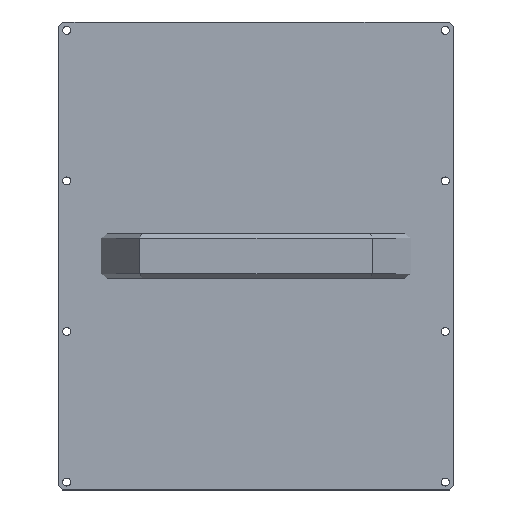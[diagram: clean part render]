
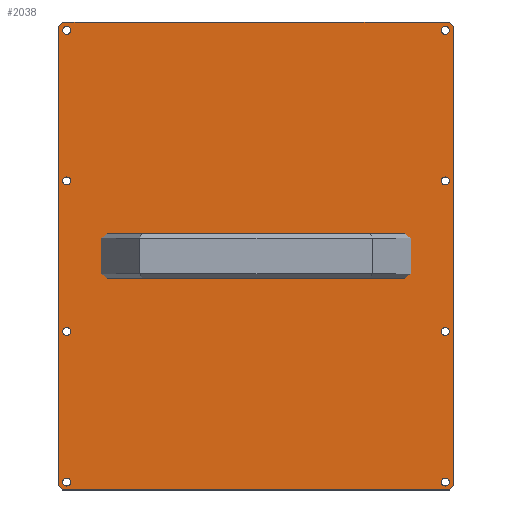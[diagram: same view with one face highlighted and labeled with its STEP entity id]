
A CAD part, top view. The second image highlights one B-rep face of the part: STEP entity #2038.
In plain terms, the highlighted face is planar.
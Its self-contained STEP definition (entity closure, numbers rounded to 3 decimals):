
#72=FACE_BOUND('',#396,.T.);
#73=FACE_BOUND('',#397,.T.);
#74=FACE_BOUND('',#398,.T.);
#75=FACE_BOUND('',#399,.T.);
#76=FACE_BOUND('',#400,.T.);
#77=FACE_BOUND('',#401,.T.);
#78=FACE_BOUND('',#402,.T.);
#79=FACE_BOUND('',#403,.T.);
#80=FACE_BOUND('',#404,.T.);
#81=FACE_BOUND('',#405,.T.);
#140=PLANE('',#2299);
#261=FACE_OUTER_BOUND('',#395,.T.);
#395=EDGE_LOOP('',(#1848,#1849,#1850,#1851,#1852,#1853,#1854,#1855,#1856,
#1857));
#396=EDGE_LOOP('',(#1858));
#397=EDGE_LOOP('',(#1859));
#398=EDGE_LOOP('',(#1860));
#399=EDGE_LOOP('',(#1861));
#400=EDGE_LOOP('',(#1862));
#401=EDGE_LOOP('',(#1863));
#402=EDGE_LOOP('',(#1864));
#403=EDGE_LOOP('',(#1865));
#404=EDGE_LOOP('',(#1866));
#405=EDGE_LOOP('',(#1867));
#552=LINE('',#3528,#718);
#555=LINE('',#3533,#721);
#557=LINE('',#3537,#723);
#559=LINE('',#3541,#725);
#561=LINE('',#3545,#727);
#563=LINE('',#3549,#729);
#565=LINE('',#3553,#731);
#567=LINE('',#3557,#733);
#569=LINE('',#3561,#735);
#571=LINE('',#3564,#737);
#718=VECTOR('',#2900,10.);
#721=VECTOR('',#2905,10.);
#723=VECTOR('',#2909,10.);
#725=VECTOR('',#2913,10.);
#727=VECTOR('',#2917,10.);
#729=VECTOR('',#2921,10.);
#731=VECTOR('',#2925,10.);
#733=VECTOR('',#2929,10.);
#735=VECTOR('',#2933,10.);
#737=VECTOR('',#2937,10.);
#828=CIRCLE('',#2270,1.8);
#829=CIRCLE('',#2272,1.8);
#830=CIRCLE('',#2274,1.8);
#831=CIRCLE('',#2276,1.8);
#832=CIRCLE('',#2278,1.8);
#833=CIRCLE('',#2280,1.8);
#834=CIRCLE('',#2282,1.8);
#835=CIRCLE('',#2284,1.8);
#836=CIRCLE('',#2286,1.8);
#837=CIRCLE('',#2288,1.8);
#990=VERTEX_POINT('',#3486);
#991=VERTEX_POINT('',#3490);
#992=VERTEX_POINT('',#3494);
#993=VERTEX_POINT('',#3498);
#994=VERTEX_POINT('',#3502);
#995=VERTEX_POINT('',#3506);
#996=VERTEX_POINT('',#3510);
#997=VERTEX_POINT('',#3514);
#998=VERTEX_POINT('',#3518);
#999=VERTEX_POINT('',#3522);
#1000=VERTEX_POINT('',#3526);
#1001=VERTEX_POINT('',#3527);
#1002=VERTEX_POINT('',#3532);
#1003=VERTEX_POINT('',#3536);
#1004=VERTEX_POINT('',#3540);
#1005=VERTEX_POINT('',#3544);
#1006=VERTEX_POINT('',#3548);
#1007=VERTEX_POINT('',#3552);
#1008=VERTEX_POINT('',#3556);
#1009=VERTEX_POINT('',#3560);
#1257=EDGE_CURVE('',#990,#990,#828,.T.);
#1259=EDGE_CURVE('',#991,#991,#829,.T.);
#1261=EDGE_CURVE('',#992,#992,#830,.T.);
#1263=EDGE_CURVE('',#993,#993,#831,.T.);
#1265=EDGE_CURVE('',#994,#994,#832,.T.);
#1267=EDGE_CURVE('',#995,#995,#833,.T.);
#1269=EDGE_CURVE('',#996,#996,#834,.T.);
#1271=EDGE_CURVE('',#997,#997,#835,.T.);
#1273=EDGE_CURVE('',#998,#998,#836,.T.);
#1275=EDGE_CURVE('',#999,#999,#837,.T.);
#1276=EDGE_CURVE('',#1000,#1001,#552,.T.);
#1279=EDGE_CURVE('',#1001,#1002,#555,.T.);
#1281=EDGE_CURVE('',#1002,#1003,#557,.T.);
#1283=EDGE_CURVE('',#1003,#1004,#559,.T.);
#1285=EDGE_CURVE('',#1004,#1005,#561,.T.);
#1287=EDGE_CURVE('',#1005,#1006,#563,.T.);
#1289=EDGE_CURVE('',#1006,#1007,#565,.T.);
#1291=EDGE_CURVE('',#1007,#1008,#567,.T.);
#1293=EDGE_CURVE('',#1008,#1009,#569,.T.);
#1295=EDGE_CURVE('',#1000,#1009,#571,.T.);
#1848=ORIENTED_EDGE('',*,*,#1295,.F.);
#1849=ORIENTED_EDGE('',*,*,#1276,.T.);
#1850=ORIENTED_EDGE('',*,*,#1279,.T.);
#1851=ORIENTED_EDGE('',*,*,#1281,.T.);
#1852=ORIENTED_EDGE('',*,*,#1283,.T.);
#1853=ORIENTED_EDGE('',*,*,#1285,.T.);
#1854=ORIENTED_EDGE('',*,*,#1287,.T.);
#1855=ORIENTED_EDGE('',*,*,#1289,.T.);
#1856=ORIENTED_EDGE('',*,*,#1291,.T.);
#1857=ORIENTED_EDGE('',*,*,#1293,.T.);
#1858=ORIENTED_EDGE('',*,*,#1257,.T.);
#1859=ORIENTED_EDGE('',*,*,#1259,.T.);
#1860=ORIENTED_EDGE('',*,*,#1275,.F.);
#1861=ORIENTED_EDGE('',*,*,#1273,.F.);
#1862=ORIENTED_EDGE('',*,*,#1271,.F.);
#1863=ORIENTED_EDGE('',*,*,#1269,.F.);
#1864=ORIENTED_EDGE('',*,*,#1267,.F.);
#1865=ORIENTED_EDGE('',*,*,#1265,.F.);
#1866=ORIENTED_EDGE('',*,*,#1263,.F.);
#1867=ORIENTED_EDGE('',*,*,#1261,.F.);
#2038=ADVANCED_FACE('',(#261,#72,#73,#74,#75,#76,#77,#78,#79,#80,#81),#140,
 .F.);
#2270=AXIS2_PLACEMENT_3D('',#3488,#2851,#2852);
#2272=AXIS2_PLACEMENT_3D('',#3492,#2856,#2857);
#2274=AXIS2_PLACEMENT_3D('',#3496,#2861,#2862);
#2276=AXIS2_PLACEMENT_3D('',#3500,#2866,#2867);
#2278=AXIS2_PLACEMENT_3D('',#3504,#2871,#2872);
#2280=AXIS2_PLACEMENT_3D('',#3508,#2876,#2877);
#2282=AXIS2_PLACEMENT_3D('',#3512,#2881,#2882);
#2284=AXIS2_PLACEMENT_3D('',#3516,#2886,#2887);
#2286=AXIS2_PLACEMENT_3D('',#3520,#2891,#2892);
#2288=AXIS2_PLACEMENT_3D('',#3524,#2896,#2897);
#2299=AXIS2_PLACEMENT_3D('',#3565,#2938,#2939);
#2851=DIRECTION('center_axis',(0.,0.,1.));
#2852=DIRECTION('ref_axis',(-1.,0.,0.));
#2856=DIRECTION('center_axis',(0.,0.,1.));
#2857=DIRECTION('ref_axis',(-1.,0.,0.));
#2861=DIRECTION('center_axis',(0.,0.,-1.));
#2862=DIRECTION('ref_axis',(1.,0.,0.));
#2866=DIRECTION('center_axis',(0.,0.,-1.));
#2867=DIRECTION('ref_axis',(1.,0.,0.));
#2871=DIRECTION('center_axis',(0.,0.,-1.));
#2872=DIRECTION('ref_axis',(1.,0.,0.));
#2876=DIRECTION('center_axis',(0.,0.,-1.));
#2877=DIRECTION('ref_axis',(1.,0.,0.));
#2881=DIRECTION('center_axis',(0.,0.,-1.));
#2882=DIRECTION('ref_axis',(1.,0.,0.));
#2886=DIRECTION('center_axis',(0.,0.,-1.));
#2887=DIRECTION('ref_axis',(1.,0.,0.));
#2891=DIRECTION('center_axis',(0.,0.,-1.));
#2892=DIRECTION('ref_axis',(1.,0.,0.));
#2896=DIRECTION('center_axis',(0.,0.,-1.));
#2897=DIRECTION('ref_axis',(1.,0.,0.));
#2900=DIRECTION('',(-0.707,0.707,0.));
#2905=DIRECTION('',(0.,1.,0.));
#2909=DIRECTION('',(0.707,0.707,0.));
#2913=DIRECTION('',(1.,0.,0.));
#2917=DIRECTION('',(1.,0.,0.));
#2921=DIRECTION('',(1.,0.,0.));
#2925=DIRECTION('',(0.707,-0.707,0.));
#2929=DIRECTION('',(0.,-1.,0.));
#2933=DIRECTION('',(-0.707,-0.707,0.));
#2937=DIRECTION('',(1.,0.,0.));
#2938=DIRECTION('center_axis',(0.,0.,1.));
#2939=DIRECTION('ref_axis',(1.,0.,0.));
#3486=CARTESIAN_POINT('',(-61.659,68.103,123.8));
#3488=CARTESIAN_POINT('Origin',(-63.459,68.103,123.8));
#3490=CARTESIAN_POINT('',(65.259,68.103,123.8));
#3492=CARTESIAN_POINT('Origin',(63.459,68.103,123.8));
#3494=CARTESIAN_POINT('',(-87.3,102.,123.8));
#3496=CARTESIAN_POINT('Origin',(-85.5,102.,123.8));
#3498=CARTESIAN_POINT('',(83.7,-34.,123.8));
#3500=CARTESIAN_POINT('Origin',(85.5,-34.,123.8));
#3502=CARTESIAN_POINT('',(83.7,170.,123.8));
#3504=CARTESIAN_POINT('Origin',(85.5,170.,123.8));
#3506=CARTESIAN_POINT('',(83.7,102.,123.8));
#3508=CARTESIAN_POINT('Origin',(85.5,102.,123.8));
#3510=CARTESIAN_POINT('',(83.7,34.,123.8));
#3512=CARTESIAN_POINT('Origin',(85.5,34.,123.8));
#3514=CARTESIAN_POINT('',(-87.3,170.,123.8));
#3516=CARTESIAN_POINT('Origin',(-85.5,170.,123.8));
#3518=CARTESIAN_POINT('',(-87.3,34.,123.8));
#3520=CARTESIAN_POINT('Origin',(-85.5,34.,123.8));
#3522=CARTESIAN_POINT('',(-87.3,-34.,123.8));
#3524=CARTESIAN_POINT('Origin',(-85.5,-34.,123.8));
#3526=CARTESIAN_POINT('',(-87.417,-37.594,123.8));
#3527=CARTESIAN_POINT('',(-89.3,-35.711,123.8));
#3528=CARTESIAN_POINT('',(-87.417,-37.594,123.8));
#3532=CARTESIAN_POINT('',(-89.3,171.917,123.8));
#3533=CARTESIAN_POINT('',(-89.3,-35.711,123.8));
#3536=CARTESIAN_POINT('',(-87.417,173.8,123.8));
#3537=CARTESIAN_POINT('',(-89.3,171.917,123.8));
#3540=CARTESIAN_POINT('',(-77.3,173.8,123.8));
#3541=CARTESIAN_POINT('',(-87.417,173.8,123.8));
#3544=CARTESIAN_POINT('',(77.5,173.8,123.8));
#3545=CARTESIAN_POINT('',(-77.3,173.8,123.8));
#3548=CARTESIAN_POINT('',(87.417,173.8,123.8));
#3549=CARTESIAN_POINT('',(77.5,173.8,123.8));
#3552=CARTESIAN_POINT('',(89.3,171.917,123.8));
#3553=CARTESIAN_POINT('',(87.417,173.8,123.8));
#3556=CARTESIAN_POINT('',(89.3,-35.711,123.8));
#3557=CARTESIAN_POINT('',(89.3,171.917,123.8));
#3560=CARTESIAN_POINT('',(87.417,-37.594,123.8));
#3561=CARTESIAN_POINT('',(89.3,-35.711,123.8));
#3564=CARTESIAN_POINT('',(-87.417,-37.594,123.8));
#3565=CARTESIAN_POINT('Origin',(0.,68.103,123.8));
